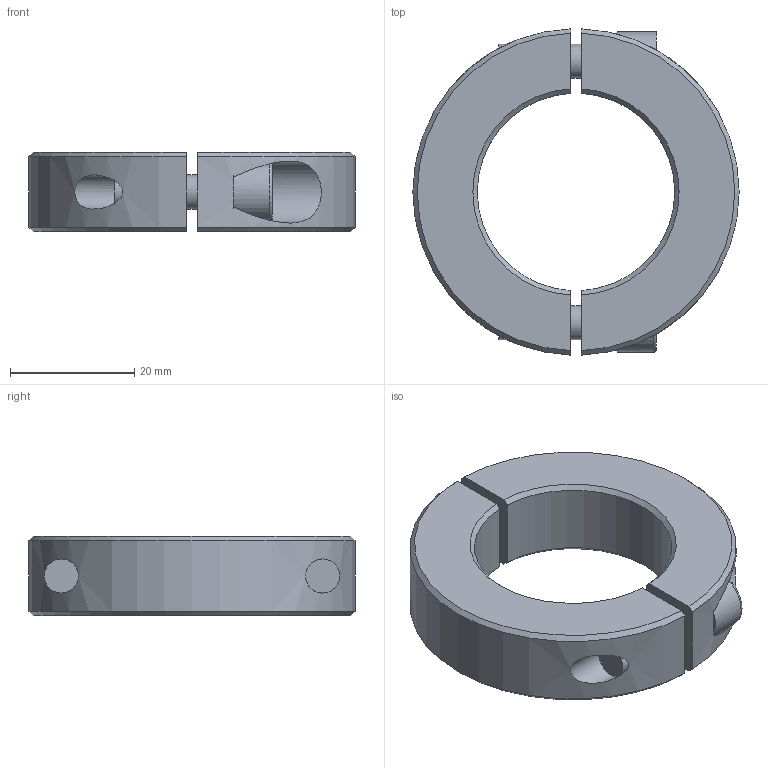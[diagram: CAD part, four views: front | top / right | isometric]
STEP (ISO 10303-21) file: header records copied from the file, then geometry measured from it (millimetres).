
FILE_DESCRIPTION(/* description */ ('STEP AP214'),/* implementation_level */ '2;1');
FILE_NAME(/* name */ '683c51864258294a187f41de',/* time_stamp */ '2025-06-01T13:11:35Z',/* author */ (''),/* organization */ (''),/* preprocessor_version */ 'ST-DEVELOPER v20',/* originating_system */ 'ONSHAPE BY PTC INC, 1.198',/* authorisation */ ' ');
FILE_SCHEMA (('AUTOMOTIVE_DESIGN {1 0 10303 214 3 1 1}'));
Length unit declared in the file: metre
Products named in the file (1): Inch_and_Quarter_01
Bounding box: 52.45 x 52.42 x 12.7 mm (x, y, z)
Volume: 16213.7 mm3; surface area: 7138.5 mm2
Topology: 1 solids, 1 shells, 59 faces, 140 edges, 91 vertices
Faces by surface type: plane 32, cylinder 14, cone 12, torus 1
Full cylindrical faces by diameter (mm): 5.5 x2, 9.5 x2
Entity records: 1758 total; most frequent: CARTESIAN_POINT 426, ORIENTED_EDGE 262, DIRECTION 260, EDGE_CURVE 131, AXIS2_PLACEMENT_3D 99, VERTEX_POINT 87, EDGE_LOOP 74, FACE_BOUND 74
